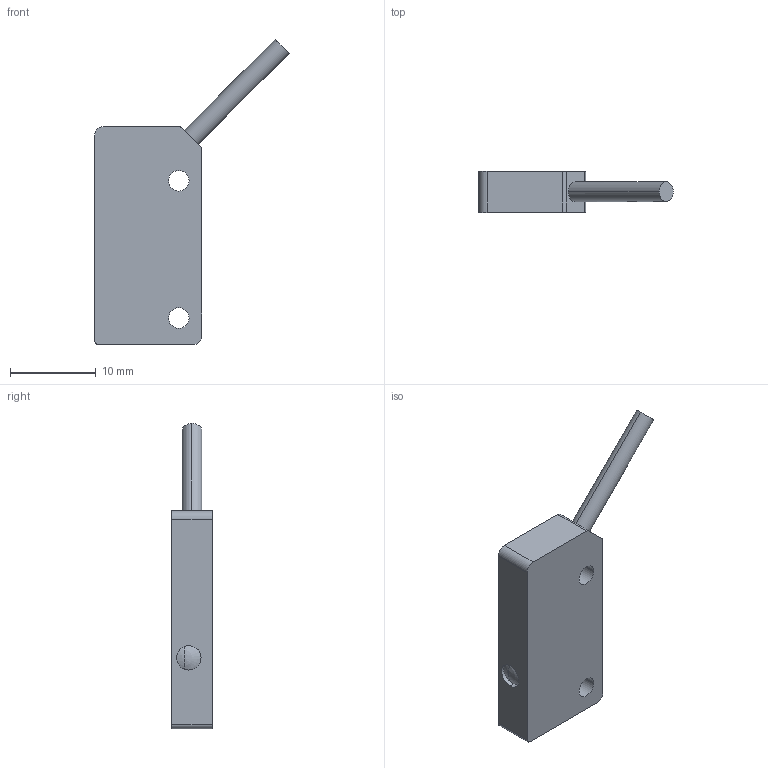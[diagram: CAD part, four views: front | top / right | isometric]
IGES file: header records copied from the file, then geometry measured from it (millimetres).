
Start section:  PTC IGES file: 149863.igs
Global section: file name: 149863.igs; native system: Pro/ENGINEER by Parametric Technology Corporation; preprocessor: 2009141; author: banengservice; organization: Unknown; date: 20100426.100058; units: inch
Bounding box: 22.68 x 4.75 x 35.59 mm (x, y, z)
Volume: 1507.9 mm3; surface area: 1143.8 mm2
Topology: 1 solids, 1 shells, 23 faces, 60 edges, 39 vertices
Faces by surface type: revolution 15, bspline 8
